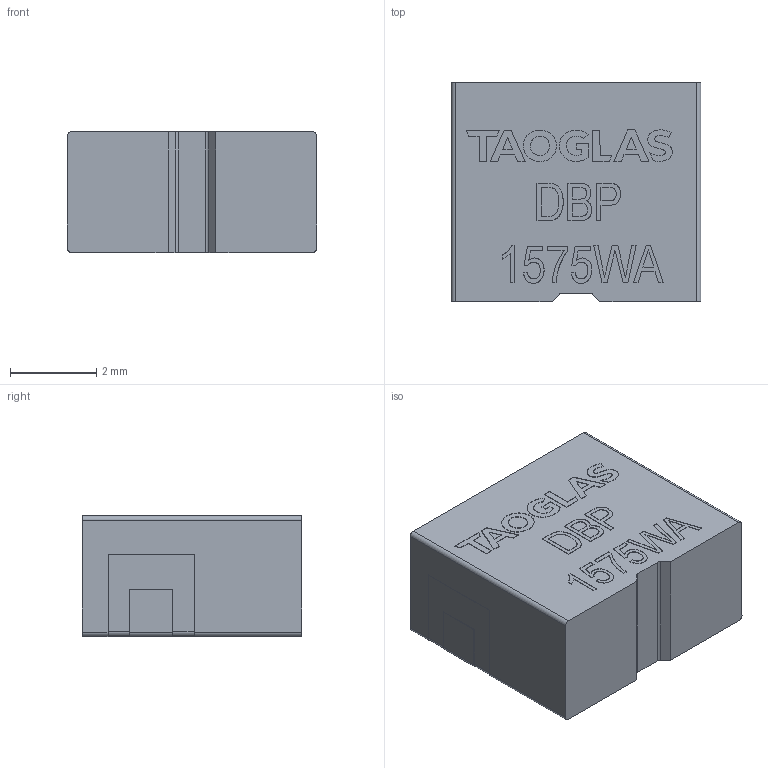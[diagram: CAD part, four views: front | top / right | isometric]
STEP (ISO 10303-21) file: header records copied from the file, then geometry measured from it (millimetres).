
FILE_DESCRIPTION (( 'STEP AP214' ), '1' );
FILE_NAME ('DBP.1575.W.A.30.STEP', '2022-10-18T09:13:33', ( '' ), ( '' ), 'SwSTEP 2.0', 'SolidWorks 2018', '' );
FILE_SCHEMA (( 'AUTOMOTIVE_DESIGN' ));
Length unit declared in the file: millimetre
Products named in the file (1): DBP.1575.W.A.30
Bounding box: 5.8 x 5.1 x 2.81 mm (x, y, z)
Volume: 82.2 mm3; surface area: 120.3 mm2
Topology: 1 solids, 1 shells, 313 faces, 861 edges, 574 vertices
Faces by surface type: plane 175, bspline 124, cylinder 14
Entity records: 15562 total; most frequent: CARTESIAN_POINT 4961, ORIENTED_EDGE 1722, DIRECTION 1021, EDGE_CURVE 861, VECTOR 585, LINE 585, VERTEX_POINT 574, EDGE_LOOP 337
